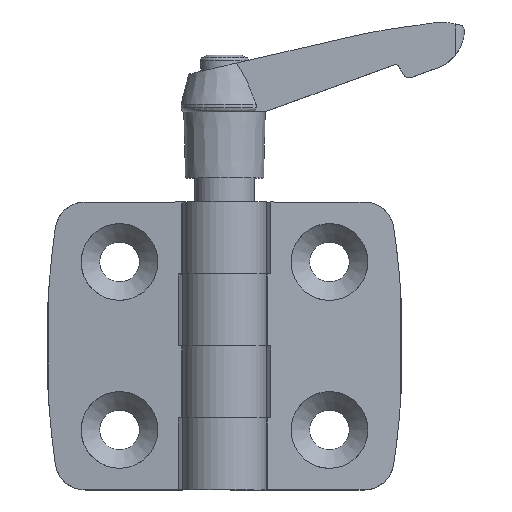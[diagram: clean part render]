
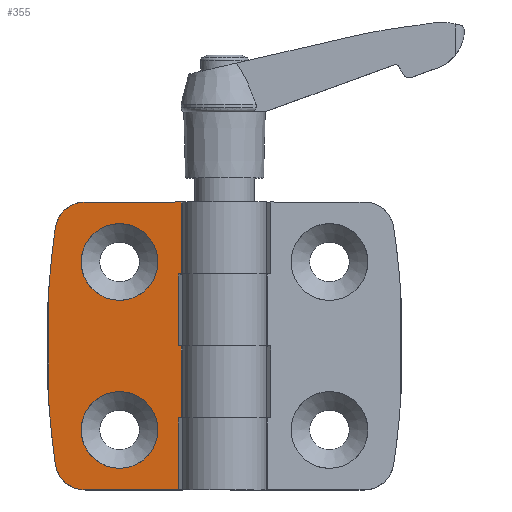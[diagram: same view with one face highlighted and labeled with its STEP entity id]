
A CAD part, top view. The second image highlights one B-rep face of the part: STEP entity #355.
In plain terms, the highlighted planar face has unit normal (-0.067, 0, 0.998).
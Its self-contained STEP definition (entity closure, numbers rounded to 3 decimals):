
#355 = ADVANCED_FACE( '', ( #787, #788, #789 ), #790, .F. );
#787 = FACE_BOUND( '', #1332, .T. );
#788 = FACE_BOUND( '', #1333, .T. );
#789 = FACE_OUTER_BOUND( '', #1334, .T. );
#790 = PLANE( '', #1335 );
#1332 = EDGE_LOOP( '', ( #2172 ) );
#1333 = EDGE_LOOP( '', ( #2173 ) );
#1334 = EDGE_LOOP( '', ( #2174, #2175, #2176, #2177, #2178, #2179, #2180, #2181, #2182, #2183, #2184, #2185, #2186, #2187 ) );
#1335 = AXIS2_PLACEMENT_3D( '', #2188, #2189, #2190 );
#2172 = ORIENTED_EDGE( '', *, *, #3384, .F. );
#2173 = ORIENTED_EDGE( '', *, *, #3385, .F. );
#2174 = ORIENTED_EDGE( '', *, *, #3386, .T. );
#2175 = ORIENTED_EDGE( '', *, *, #3387, .T. );
#2176 = ORIENTED_EDGE( '', *, *, #3388, .T. );
#2177 = ORIENTED_EDGE( '', *, *, #3128, .F. );
#2178 = ORIENTED_EDGE( '', *, *, #3142, .T. );
#2179 = ORIENTED_EDGE( '', *, *, #3389, .F. );
#2180 = ORIENTED_EDGE( '', *, *, #3150, .F. );
#2181 = ORIENTED_EDGE( '', *, *, #3390, .F. );
#2182 = ORIENTED_EDGE( '', *, *, #3391, .T. );
#2183 = ORIENTED_EDGE( '', *, *, #3392, .F. );
#2184 = ORIENTED_EDGE( '', *, *, #3232, .F. );
#2185 = ORIENTED_EDGE( '', *, *, #3206, .T. );
#2186 = ORIENTED_EDGE( '', *, *, #3393, .T. );
#2187 = ORIENTED_EDGE( '', *, *, #3168, .T. );
#2188 = CARTESIAN_POINT( '', ( -29.313, 48., -2.488 ) );
#2189 = DIRECTION( '', ( 0.067, 0., -0.998 ) );
#2190 = DIRECTION( '', ( -0.998, 0., -0.067 ) );
#3128 = EDGE_CURVE( '', #3697, #3698, #3699, .T. );
#3142 = EDGE_CURVE( '', #3697, #3721, #3723, .T. );
#3150 = EDGE_CURVE( '', #3736, #3737, #3738, .T. );
#3168 = EDGE_CURVE( '', #3770, #3768, #3771, .T. );
#3206 = EDGE_CURVE( '', #3832, #3836, #3838, .F. );
#3232 = EDGE_CURVE( '', #3832, #3882, #3883, .T. );
#3384 = EDGE_CURVE( '', #4129, #4129, #4130, .F. );
#3385 = EDGE_CURVE( '', #4131, #4131, #4132, .F. );
#3386 = EDGE_CURVE( '', #3768, #4133, #4134, .F. );
#3387 = EDGE_CURVE( '', #4133, #4135, #4136, .F. );
#3388 = EDGE_CURVE( '', #4135, #3698, #4137, .T. );
#3389 = EDGE_CURVE( '', #3737, #3721, #4138, .T. );
#3390 = EDGE_CURVE( '', #4139, #3736, #4140, .T. );
#3391 = EDGE_CURVE( '', #4139, #4141, #4142, .T. );
#3392 = EDGE_CURVE( '', #3882, #4141, #4143, .T. );
#3393 = EDGE_CURVE( '', #3836, #3770, #4144, .F. );
#3697 = VERTEX_POINT( '', #4531 );
#3698 = VERTEX_POINT( '', #4532 );
#3699 = LINE( '', #4533, #4534 );
#3721 = VERTEX_POINT( '', #4562 );
#3723 = LINE( '', #4564, #4565 );
#3736 = VERTEX_POINT( '', #4582 );
#3737 = VERTEX_POINT( '', #4583 );
#3738 = LINE( '', #4584, #4585 );
#3768 = VERTEX_POINT( '', #4624 );
#3770 = VERTEX_POINT( '', #4643 );
#3771 = LINE( '', #4644, #4645 );
#3832 = VERTEX_POINT( '', #4739 );
#3836 = VERTEX_POINT( '', #4744 );
#3838 = ELLIPSE( '', #4747, 5.011, 5. );
#3882 = VERTEX_POINT( '', #4814 );
#3883 = LINE( '', #4815, #4816 );
#4129 = VERTEX_POINT( '', #5215 );
#4130 = ELLIPSE( '', #5216, 6.414, 6.4 );
#4131 = VERTEX_POINT( '', #5217 );
#4132 = ELLIPSE( '', #5218, 6.414, 6.4 );
#4133 = VERTEX_POINT( '', #5219 );
#4134 = ELLIPSE( '', #5220, 137.091, 136.788 );
#4135 = VERTEX_POINT( '', #5221 );
#4136 = ELLIPSE( '', #5222, 5.011, 5. );
#4137 = LINE( '', #5223, #5224 );
#4138 = LINE( '', #5225, #5226 );
#4139 = VERTEX_POINT( '', #5227 );
#4140 = LINE( '', #5228, #5229 );
#4141 = VERTEX_POINT( '', #5230 );
#4142 = LINE( '', #5231, #5232 );
#4143 = LINE( '', #5233, #5234 );
#4144 = ELLIPSE( '', #5235, 137.091, 136.788 );
#4531 = CARTESIAN_POINT( '', ( -7.696, 12., -1.046 ) );
#4532 = CARTESIAN_POINT( '', ( -7.696, 0., -1.046 ) );
#4533 = CARTESIAN_POINT( '', ( -7.696, 48., -1.046 ) );
#4534 = VECTOR( '', #5771, 1000. );
#4562 = CARTESIAN_POINT( '', ( -7.187, 12., -1.012 ) );
#4564 = CARTESIAN_POINT( '', ( -29.313, 12., -2.488 ) );
#4565 = VECTOR( '', #5793, 1000. );
#4582 = CARTESIAN_POINT( '', ( -7.696, 24., -1.046 ) );
#4583 = CARTESIAN_POINT( '', ( -7.187, 24., -1.012 ) );
#4584 = CARTESIAN_POINT( '', ( -29.313, 24., -2.488 ) );
#4585 = VECTOR( '', #5801, 1000. );
#4624 = CARTESIAN_POINT( '', ( -29.313, 14.817, -2.488 ) );
#4643 = CARTESIAN_POINT( '', ( -29.313, 33.183, -2.488 ) );
#4644 = CARTESIAN_POINT( '', ( -29.313, 48., -2.488 ) );
#4645 = VECTOR( '', #5823, 1000. );
#4739 = CARTESIAN_POINT( '', ( -23.245, 48., -2.083 ) );
#4744 = CARTESIAN_POINT( '', ( -28.193, 43.721, -2.413 ) );
#4747 = AXIS2_PLACEMENT_3D( '', #5872, #5873, #5874 );
#4814 = CARTESIAN_POINT( '', ( -7.187, 48., -1.012 ) );
#4815 = CARTESIAN_POINT( '', ( -29.313, 48., -2.488 ) );
#4816 = VECTOR( '', #5901, 1000. );
#5215 = CARTESIAN_POINT( '', ( -23.9, 10., -2.127 ) );
#5216 = AXIS2_PLACEMENT_3D( '', #6108, #6109, #6110 );
#5217 = CARTESIAN_POINT( '', ( -23.9, 38., -2.127 ) );
#5218 = AXIS2_PLACEMENT_3D( '', #6111, #6112, #6113 );
#5219 = CARTESIAN_POINT( '', ( -28.193, 4.279, -2.413 ) );
#5220 = AXIS2_PLACEMENT_3D( '', #6114, #6115, #6116 );
#5221 = CARTESIAN_POINT( '', ( -23.245, 0., -2.083 ) );
#5222 = AXIS2_PLACEMENT_3D( '', #6117, #6118, #6119 );
#5223 = CARTESIAN_POINT( '', ( -29.313, 0., -2.488 ) );
#5224 = VECTOR( '', #6120, 1000. );
#5225 = CARTESIAN_POINT( '', ( -7.187, 48., -1.012 ) );
#5226 = VECTOR( '', #6121, 1000. );
#5227 = CARTESIAN_POINT( '', ( -7.696, 36., -1.046 ) );
#5228 = CARTESIAN_POINT( '', ( -7.696, 48., -1.046 ) );
#5229 = VECTOR( '', #6122, 1000. );
#5230 = CARTESIAN_POINT( '', ( -7.187, 36., -1.012 ) );
#5231 = CARTESIAN_POINT( '', ( -29.313, 36., -2.488 ) );
#5232 = VECTOR( '', #6123, 1000. );
#5233 = CARTESIAN_POINT( '', ( -7.187, 48., -1.012 ) );
#5234 = VECTOR( '', #6124, 1000. );
#5235 = AXIS2_PLACEMENT_3D( '', #6125, #6126, #6127 );
#5771 = DIRECTION( '', ( 0., -1., 0. ) );
#5793 = DIRECTION( '', ( 0.998, 0., 0.067 ) );
#5801 = DIRECTION( '', ( 0.998, 0., 0.067 ) );
#5823 = DIRECTION( '', ( 0., -1., 0. ) );
#5872 = CARTESIAN_POINT( '', ( -23.245, 43., -2.083 ) );
#5873 = DIRECTION( '', ( 0.067, 0., -0.998 ) );
#5874 = DIRECTION( '', ( -0.998, 0., -0.067 ) );
#5901 = DIRECTION( '', ( 0.998, 0., 0.067 ) );
#6108 = CARTESIAN_POINT( '', ( -17.5, 10., -1.7 ) );
#6109 = DIRECTION( '', ( 0.067, 0., -0.998 ) );
#6110 = DIRECTION( '', ( -0.998, 0., -0.067 ) );
#6111 = CARTESIAN_POINT( '', ( -17.5, 38., -1.7 ) );
#6112 = DIRECTION( '', ( 0.067, 0., -0.998 ) );
#6113 = DIRECTION( '', ( -0.998, 0., -0.067 ) );
#6114 = CARTESIAN_POINT( '', ( 107.166, 24., 6.611 ) );
#6115 = DIRECTION( '', ( 0.067, 0., -0.998 ) );
#6116 = DIRECTION( '', ( -0.998, 0., -0.067 ) );
#6117 = CARTESIAN_POINT( '', ( -23.245, 5., -2.083 ) );
#6118 = DIRECTION( '', ( 0.067, 0., -0.998 ) );
#6119 = DIRECTION( '', ( -0.998, 0., -0.067 ) );
#6120 = DIRECTION( '', ( 0.998, 0., 0.067 ) );
#6121 = DIRECTION( '', ( 0., -1., 0. ) );
#6122 = DIRECTION( '', ( 0., -1., 0. ) );
#6123 = DIRECTION( '', ( 0.998, 0., 0.067 ) );
#6124 = DIRECTION( '', ( 0., -1., 0. ) );
#6125 = CARTESIAN_POINT( '', ( 107.166, 24., 6.611 ) );
#6126 = DIRECTION( '', ( 0.067, 0., -0.998 ) );
#6127 = DIRECTION( '', ( -0.998, 0., -0.067 ) );
